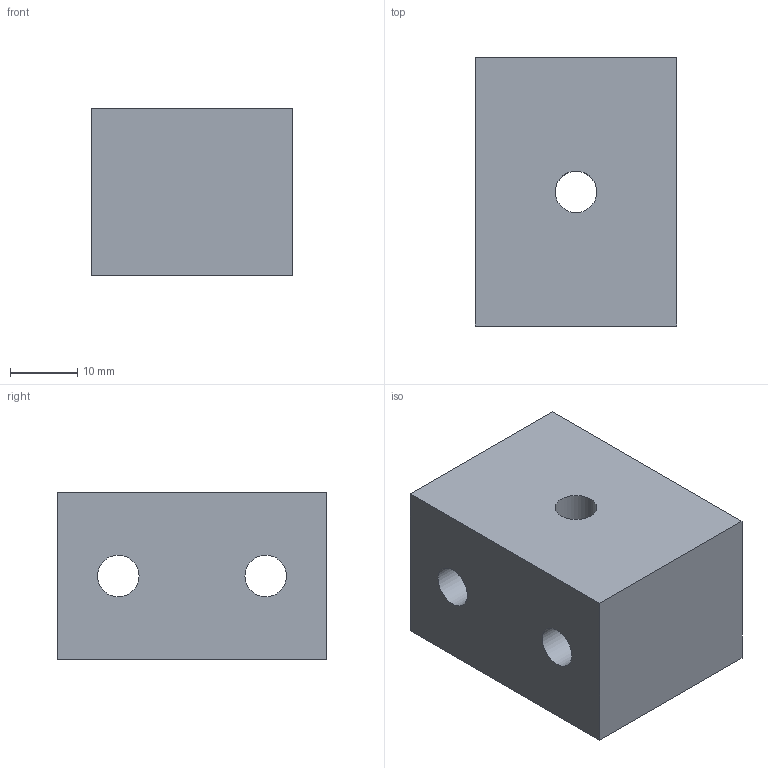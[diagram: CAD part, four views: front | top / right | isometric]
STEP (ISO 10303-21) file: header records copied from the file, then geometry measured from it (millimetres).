
FILE_DESCRIPTION(/* description */ (''),/* implementation_level */ '2;1');
FILE_NAME(/* name */ '',/* time_stamp */ '2024-10-29T19:13:35+01:00',/* author */ ('owozn'),/* organization */ (''),/* preprocessor_version */ 'ST-DEVELOPER v20',/* originating_system */ 'Autodesk Inventor 2024',/* authorisation */ '');
FILE_SCHEMA (('AUTOMOTIVE_DESIGN { 1 0 10303 214 3 1 1 }'));
Length unit declared in the file: millimetre
Products named in the file (1): uMule-Uchwyt_koła
Bounding box: 30 x 40 x 25 mm (x, y, z)
Volume: 27135.2 mm3; surface area: 7437.5 mm2
Topology: 1 solids, 1 shells, 22 faces, 68 edges, 66 vertices
Faces by surface type: plane 13, cylinder 9
Full cylindrical faces by diameter (mm): 6.2 x3
Entity records: 778 total; most frequent: CARTESIAN_POINT 140, DIRECTION 121, ORIENTED_EDGE 102, EDGE_CURVE 51, AXIS2_PLACEMENT_3D 41, LINE 39, VECTOR 39, VERTEX_POINT 32
